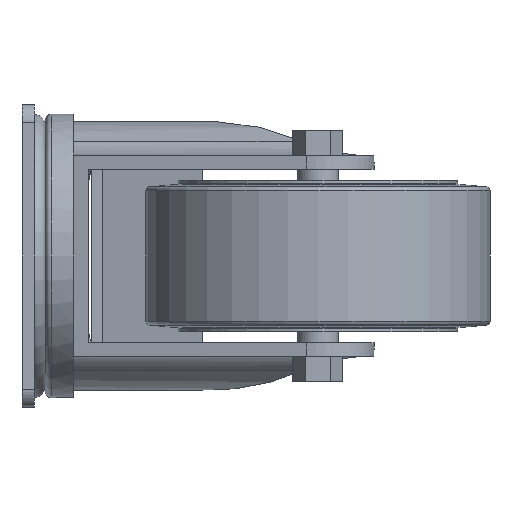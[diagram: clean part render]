
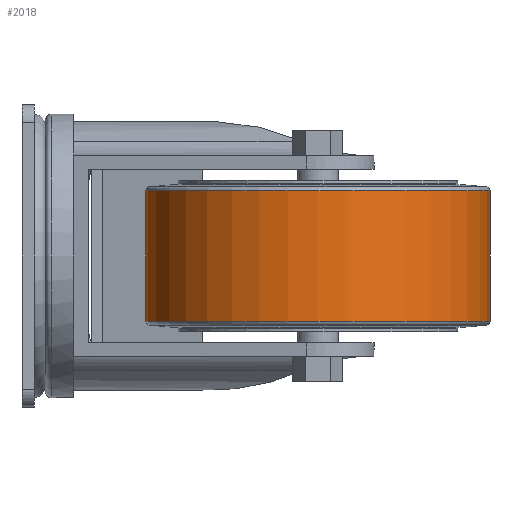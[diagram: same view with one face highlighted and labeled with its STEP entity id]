
A CAD part, left-side view. The second image highlights one B-rep face of the part: STEP entity #2018.
In plain terms, the highlighted cylindrical face has radius 62.5 mm (diameter 125 mm), a full revolution.
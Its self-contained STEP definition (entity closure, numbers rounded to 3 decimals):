
#986=ORIENTED_EDGE('',*,*,#1263,.T.);
#987=ORIENTED_EDGE('',*,*,#1262,.F.);
#1262=EDGE_CURVE('',#1454,#1454,#1544,.T.);
#1263=EDGE_CURVE('',#1455,#1455,#1545,.T.);
#1454=VERTEX_POINT('',#3448);
#1455=VERTEX_POINT('',#3451);
#1544=CIRCLE('',#2241,62.5);
#1545=CIRCLE('',#2243,62.5);
#1702=EDGE_LOOP('',(#986));
#1703=EDGE_LOOP('',(#987));
#1864=FACE_BOUND('',#1702,.T.);
#1865=FACE_BOUND('',#1703,.T.);
#1905=CYLINDRICAL_SURFACE('',#2242,62.5);
#2018=ADVANCED_FACE('',(#1864,#1865),#1905,.T.);
#2241=AXIS2_PLACEMENT_3D('',#3447,#2829,#2830);
#2242=AXIS2_PLACEMENT_3D('',#3449,#2831,#2832);
#2243=AXIS2_PLACEMENT_3D('',#3450,#2833,#2834);
#2829=DIRECTION('',(0.,0.,-1.));
#2830=DIRECTION('',(-1.,0.,0.));
#2831=DIRECTION('',(0.,0.,-1.));
#2832=DIRECTION('',(-1.,0.,0.));
#2833=DIRECTION('',(0.,0.,-1.));
#2834=DIRECTION('',(-1.,0.,0.));
#3447=CARTESIAN_POINT('',(0.,0.,-23.626));
#3448=CARTESIAN_POINT('',(-62.5,0.,-23.626));
#3449=CARTESIAN_POINT('',(0.,0.,-22.5));
#3450=CARTESIAN_POINT('',(0.,0.,23.626));
#3451=CARTESIAN_POINT('',(-62.5,0.,23.626));
